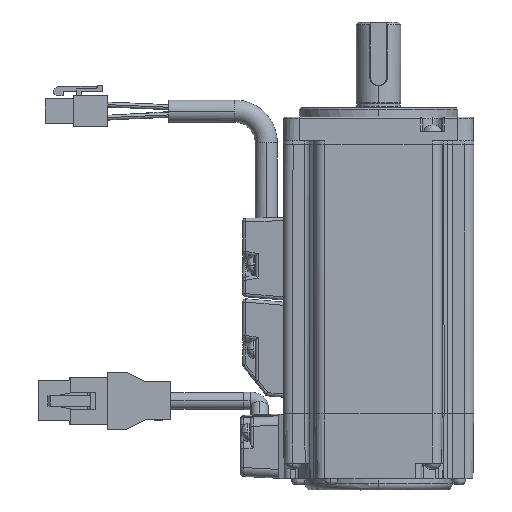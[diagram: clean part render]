
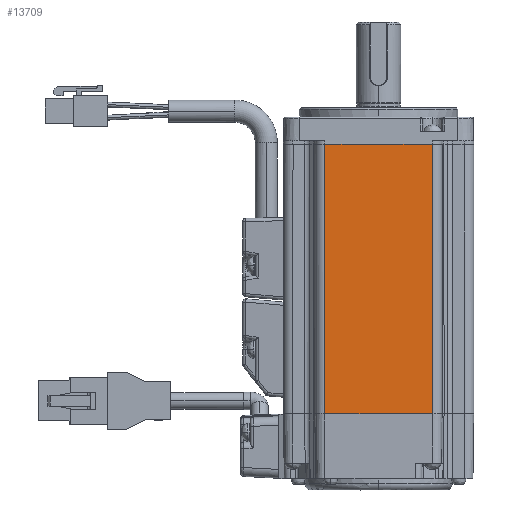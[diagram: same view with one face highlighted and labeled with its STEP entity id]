
A CAD part, left-side view. The second image highlights one B-rep face of the part: STEP entity #13709.
In plain terms, the highlighted planar face has unit normal (-1, -0.001, 0).
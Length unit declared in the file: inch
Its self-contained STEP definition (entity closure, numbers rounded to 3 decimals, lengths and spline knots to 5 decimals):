
#248 = CARTESIAN_POINT ( 'NONE',  ( -1.18169, 0.66836, 2.65127 ) ) ;
#832 = CARTESIAN_POINT ( 'NONE',  ( -1.18169, 0.66834, 0.27559 ) ) ;
#920 = VERTEX_POINT ( 'NONE', #5612 ) ;
#1247 = CARTESIAN_POINT ( 'NONE',  ( -1.18052, -0.67003, 1.39239 ) ) ;
#2022 = CARTESIAN_POINT ( 'NONE',  ( -1.18052, -0.67032, 0.27559 ) ) ;
#2928 = CARTESIAN_POINT ( 'NONE',  ( -1.1811, -0.00052, 3.62598 ) ) ;
#2981 = CARTESIAN_POINT ( 'NONE',  ( -1.1813, 0.22246, 3.62598 ) ) ;
#3339 = CARTESIAN_POINT ( 'NONE',  ( -1.18169, 0.66831, 0.27559 ) ) ;
#4388 = EDGE_CURVE ( 'NONE', #920, #7770, #13303, .T. ) ;
#5612 = CARTESIAN_POINT ( 'NONE',  ( -1.18081, -0.66943, 3.626 ) ) ;
#6178 = CARTESIAN_POINT ( 'NONE',  ( -1.18169, 0.66839, 3.30107 ) ) ;
#6321 = EDGE_LOOP ( 'NONE', ( #11817, #11448, #10146, #22330, #13472, #12698 ) ) ;
#6480 = B_SPLINE_CURVE_WITH_KNOTS ( 'NONE', 3,
 ( #29090, #26538, #6178, #13766 ),
 .UNSPECIFIED., .F., .F.,
 ( 4, 4 ),
 ( 0., 1. ),
 .UNSPECIFIED. ) ;
#7770 = VERTEX_POINT ( 'NONE', #25297 ) ;
#7936 = CARTESIAN_POINT ( 'NONE',  ( -1.18052, -0.66973, 2.5092 ) ) ;
#9589 = VECTOR ( 'NONE', #13591, 39.37008 ) ;
#10146 = ORIENTED_EDGE ( 'NONE', *, *, #10945, .F. ) ;
#10455 = CARTESIAN_POINT ( 'NONE',  ( -1.18139, 0.66841, 3.62597 ) ) ;
#10698 = CARTESIAN_POINT ( 'NONE',  ( -1.18081, -0.66943, 3.626 ) ) ;
#10945 = EDGE_CURVE ( 'NONE', #19701, #26078, #6480, .T. ) ;
#11087 = CARTESIAN_POINT ( 'NONE',  ( -1.18139, 0.66841, 3.62597 ) ) ;
#11448 = ORIENTED_EDGE ( 'NONE', *, *, #16778, .T. ) ;
#11817 = ORIENTED_EDGE ( 'NONE', *, *, #4388, .T. ) ;
#12698 = ORIENTED_EDGE ( 'NONE', *, *, #27393, .F. ) ;
#12702 = CARTESIAN_POINT ( 'NONE',  ( -1.18169, 0.66836, 1.06748 ) ) ;
#13134 = CARTESIAN_POINT ( 'NONE',  ( -1.1811, -0.00103, 1.95079 ) ) ;
#13303 = B_SPLINE_CURVE_WITH_KNOTS ( 'NONE', 3,
 ( #28389, #13372, #28598, #2928 ),
 .UNSPECIFIED., .F., .F.,
 ( 4, 4 ),
 ( 0., 1. ),
 .UNSPECIFIED. ) ;
#13372 = CARTESIAN_POINT ( 'NONE',  ( -1.18071, -0.44646, 3.626 ) ) ;
#13472 = ORIENTED_EDGE ( 'NONE', *, *, #23965, .T. ) ;
#13591 = DIRECTION ( 'NONE',  ( 0.001, -1., 0. ) ) ;
#13709 = ADVANCED_FACE ( 'NONE', ( #29809 ), #26098, .F. ) ;
#13766 = CARTESIAN_POINT ( 'NONE',  ( -1.18139, 0.66841, 3.62597 ) ) ;
#15247 = CARTESIAN_POINT ( 'NONE',  ( -1.18169, 0.66836, 2.65127 ) ) ;
#15583 = VERTEX_POINT ( 'NONE', #832 ) ;
#15916 = B_SPLINE_CURVE_WITH_KNOTS ( 'NONE', 3,
 ( #20854, #2981, #15956, #11087 ),
 .UNSPECIFIED., .F., .F.,
 ( 4, 4 ),
 ( 0., 1. ),
 .UNSPECIFIED. ) ;
#15956 = CARTESIAN_POINT ( 'NONE',  ( -1.18149, 0.44543, 3.62597 ) ) ;
#16778 = EDGE_CURVE ( 'NONE', #7770, #26078, #15916, .T. ) ;
#17775 = CARTESIAN_POINT ( 'NONE',  ( -1.18169, 0.66836, 1.85938 ) ) ;
#18200 = B_SPLINE_CURVE_WITH_KNOTS ( 'NONE', 3,
 ( #10698, #7936, #1247, #28459 ),
 .UNSPECIFIED., .F., .F.,
 ( 4, 4 ),
 ( 0., 1. ),
 .UNSPECIFIED. ) ;
#18693 = LINE ( 'NONE', #3339, #9589 ) ;
#19636 = B_SPLINE_CURVE_WITH_KNOTS ( 'NONE', 3,
 ( #32883, #12702, #17775, #248 ),
 .UNSPECIFIED., .F., .F.,
 ( 4, 4 ),
 ( 0., 1. ),
 .UNSPECIFIED. ) ;
#19701 = VERTEX_POINT ( 'NONE', #15247 ) ;
#20854 = CARTESIAN_POINT ( 'NONE',  ( -1.1811, -0.00052, 3.62598 ) ) ;
#20866 = DIRECTION ( 'NONE',  ( -0.001, 1., 0. ) ) ;
#21661 = AXIS2_PLACEMENT_3D ( 'NONE', #13134, #30906, #20866 ) ;
#22330 = ORIENTED_EDGE ( 'NONE', *, *, #25574, .F. ) ;
#23965 = EDGE_CURVE ( 'NONE', #15583, #30965, #18693, .T. ) ;
#25297 = CARTESIAN_POINT ( 'NONE',  ( -1.1811, -0.00052, 3.62598 ) ) ;
#25574 = EDGE_CURVE ( 'NONE', #15583, #19701, #19636, .T. ) ;
#26078 = VERTEX_POINT ( 'NONE', #10455 ) ;
#26098 = PLANE ( 'NONE',  #21661 ) ;
#26538 = CARTESIAN_POINT ( 'NONE',  ( -1.18169, 0.66838, 2.97617 ) ) ;
#27393 = EDGE_CURVE ( 'NONE', #920, #30965, #18200, .T. ) ;
#28389 = CARTESIAN_POINT ( 'NONE',  ( -1.18081, -0.66943, 3.626 ) ) ;
#28459 = CARTESIAN_POINT ( 'NONE',  ( -1.18052, -0.67032, 0.27559 ) ) ;
#28598 = CARTESIAN_POINT ( 'NONE',  ( -1.18091, -0.22349, 3.62599 ) ) ;
#29090 = CARTESIAN_POINT ( 'NONE',  ( -1.18169, 0.66836, 2.65127 ) ) ;
#29809 = FACE_OUTER_BOUND ( 'NONE', #6321, .T. ) ;
#30906 = DIRECTION ( 'NONE',  ( 1., 0.001, 0. ) ) ;
#30965 = VERTEX_POINT ( 'NONE', #2022 ) ;
#32883 = CARTESIAN_POINT ( 'NONE',  ( -1.18169, 0.66834, 0.27559 ) ) ;
